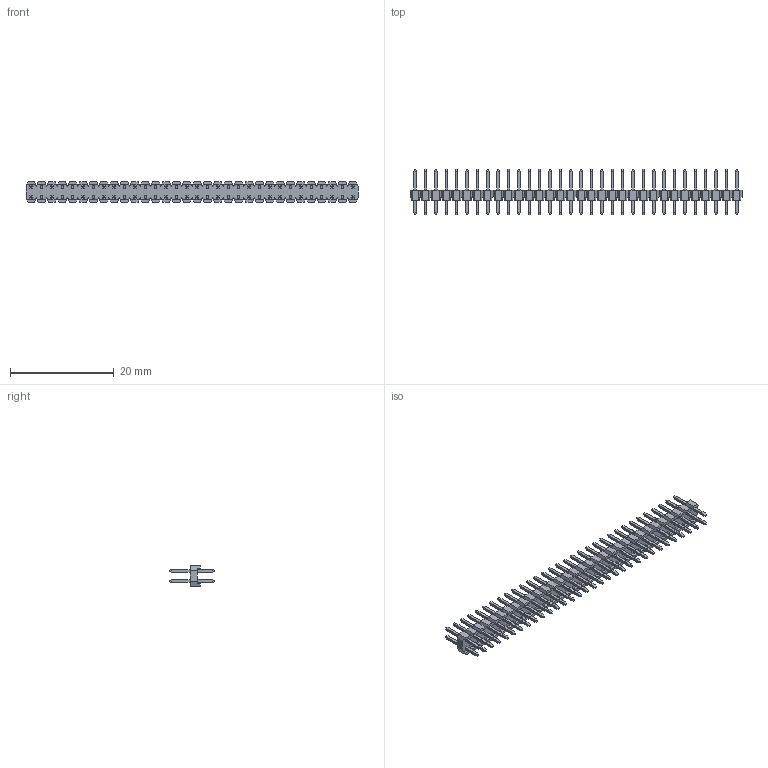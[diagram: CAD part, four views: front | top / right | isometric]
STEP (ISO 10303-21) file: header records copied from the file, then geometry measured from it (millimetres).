
FILE_DESCRIPTION((''),'2;1');
FILE_NAME('FPH20047-D70S1004110530B','2024-05-10T',('工程三'),(''),'PRO/ENGINEER BY PARAMETRIC TECHNOLOGY CORPORATION, 2010280','PRO/ENGINEER BY PARAMETRIC TECHNOLOGY CORPORATION, 2010280','');
FILE_SCHEMA(('CONFIG_CONTROL_DESIGN'));
Length unit declared in the file: millimetre
Products named in the file (1): FPH20047-D70S1004110530B
Bounding box: 64 x 8.75 x 4 mm (x, y, z)
Volume: 462.6 mm3; surface area: 1818.2 mm2
Topology: 1 solids, 1 shells, 1476 faces, 3526 edges, 2180 vertices
Faces by surface type: plane 1476
Entity records: 41152 total; most frequent: CARTESIAN_POINT 7182, ORIENTED_EDGE 7052, DIRECTION 6478, VECTOR 3526, LINE 3526, EDGE_CURVE 3526, VERTEX_POINT 2180, EDGE_LOOP 1604
